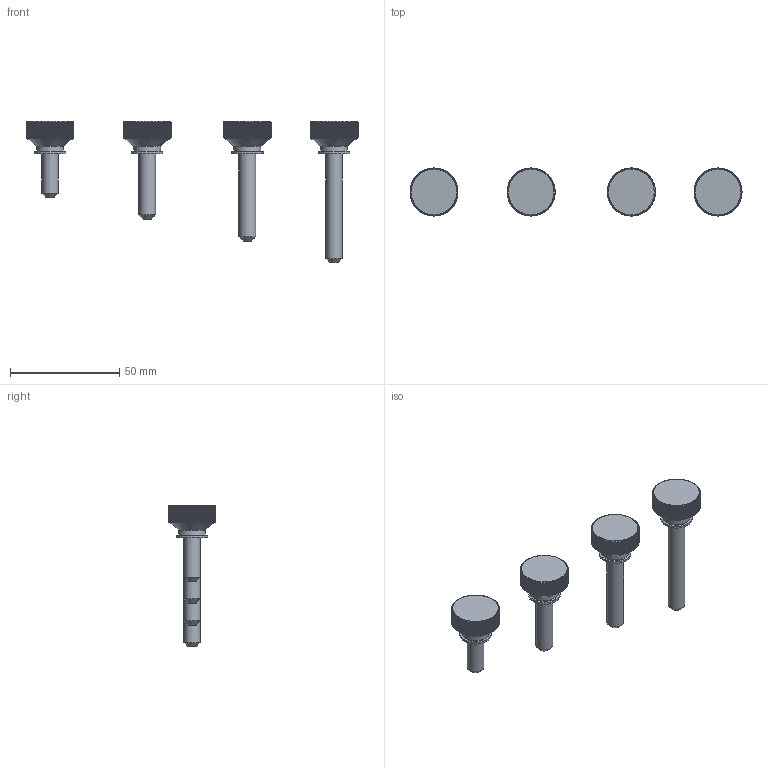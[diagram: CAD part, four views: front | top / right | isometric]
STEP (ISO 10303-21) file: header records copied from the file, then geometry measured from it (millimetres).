
FILE_DESCRIPTION(/* description */ (''),/* implementation_level */ '2;1');
FILE_NAME(/* name */ 'K-H22-M8_M.stp',/* time_stamp */ '2025-03-31T15:57:00+09:00',/* author */ ('user'),/* organization */ (''),/* preprocessor_version */ 'ST-DEVELOPER v15.6',/* originating_system */ 'Autodesk Inventor 2015',/* authorisation */ '');
FILE_SCHEMA (('AUTOMOTIVE_DESIGN { 1 0 10303 214 3 1 1 }'));
Length unit declared in the file: millimetre
Products named in the file (5): K-H22-M8-20; K-H22-M8-30; K-H22-M8-40; K-H22-M8-50; K-H22-M8_M
Bounding box: 152.17 x 22 x 65 mm (x, y, z)
Volume: 23270.4 mm3; surface area: 10262 mm2
Topology: 4 solids, 4 shells, 6052 faces, 12484 edges, 6448 vertices
Faces by surface type: sphere 1600, bspline 1600, cylinder 1212, plane 816, torus 812, cone 12
Full cylindrical faces by diameter (mm): 7.7 x4, 12.3 x4, 14.5 x4
Entity records: 190671 total; most frequent: CARTESIAN_POINT 73349, ORIENTED_EDGE 24888, DIRECTION 23810, EDGE_CURVE 12444, AXIS2_PLACEMENT_3D 10905, CIRCLE 6444, VERTEX_POINT 6444, EDGE_LOOP 6096
